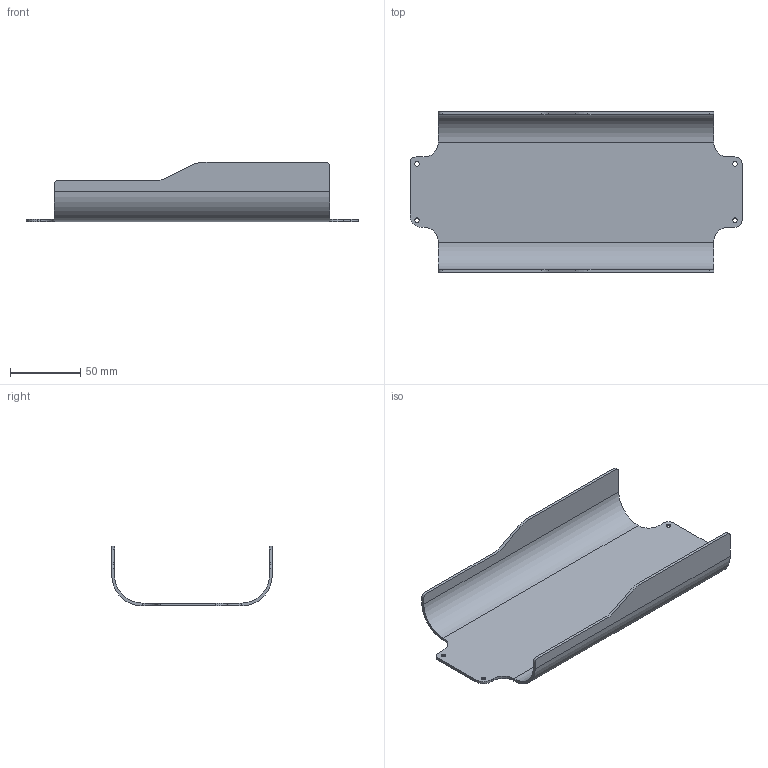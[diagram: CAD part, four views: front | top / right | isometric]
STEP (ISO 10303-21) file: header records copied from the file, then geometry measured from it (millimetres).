
FILE_DESCRIPTION(/* description */ (''),/* implementation_level */ '2;1');
FILE_NAME(/* name */ '5ef66db0c87e0a12d76215db',/* time_stamp */ '2020-06-26T21:50:40+00:00',/* author */ (''),/* organization */ (''),/* preprocessor_version */ 'ST-DEVELOPER v16.7',/* originating_system */ $,/* authorisation */ $);
FILE_SCHEMA (('AUTOMOTIVE_DESIGN {1 0 10303 214 3 1 1}'));
Length unit declared in the file: metre
Products named in the file (1): Top_Cover
Bounding box: 236 x 114 x 42.4 mm (x, y, z)
Volume: 68847 mm3; surface area: 70512.2 mm2
Topology: 1 solids, 1 shells, 51 faces, 143 edges, 94 vertices
Faces by surface type: cylinder 24, plane 23, cone 4
Full cylindrical faces by diameter (mm): 3.2 x4
Entity records: 1663 total; most frequent: DIRECTION 291, CARTESIAN_POINT 281, ORIENTED_EDGE 270, EDGE_CURVE 135, AXIS2_PLACEMENT_3D 104, VERTEX_POINT 94, LINE 83, VECTOR 83
